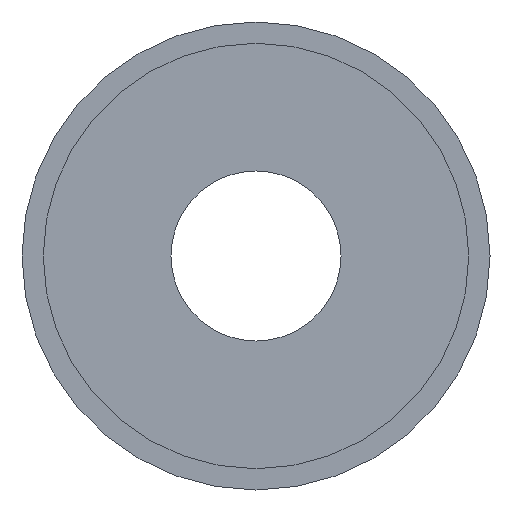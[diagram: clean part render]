
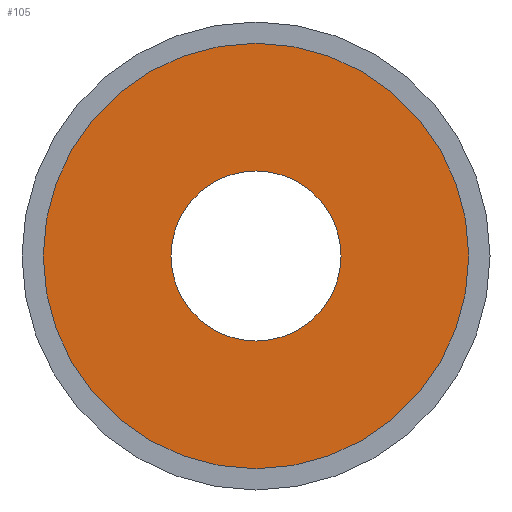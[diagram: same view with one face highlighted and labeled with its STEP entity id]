
A CAD part, left-side view. The second image highlights one B-rep face of the part: STEP entity #105.
In plain terms, the highlighted planar face has unit normal (-1, 0, 0).
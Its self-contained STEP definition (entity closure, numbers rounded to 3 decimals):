
#5 = CIRCLE ( 'NONE', #278, 50. ) ;
#14 = VERTEX_POINT ( 'NONE', #314 ) ;
#18 = DIRECTION ( 'NONE',  ( -1., 0., 0. ) ) ;
#27 = DIRECTION ( 'NONE',  ( 0., 0., 1. ) ) ;
#50 = CARTESIAN_POINT ( 'NONE',  ( 38., 0., 0. ) ) ;
#56 = AXIS2_PLACEMENT_3D ( 'NONE', #103, #287, #27 ) ;
#59 = CIRCLE ( 'NONE', #181, 50. ) ;
#64 = EDGE_LOOP ( 'NONE', ( #87, #238 ) ) ;
#71 = CARTESIAN_POINT ( 'NONE',  ( 38., 0., 0. ) ) ;
#87 = ORIENTED_EDGE ( 'NONE', *, *, #328, .T. ) ;
#97 = FACE_OUTER_BOUND ( 'NONE', #64, .T. ) ;
#98 = AXIS2_PLACEMENT_3D ( 'NONE', #371, #338, #167 ) ;
#100 = EDGE_CURVE ( 'NONE', #168, #212, #376, .T. ) ;
#103 = CARTESIAN_POINT ( 'NONE',  ( 38., 0., 0. ) ) ;
#105 = ADVANCED_FACE ( 'NONE', ( #344, #97 ), #192, .T. ) ;
#130 = CARTESIAN_POINT ( 'NONE',  ( 38., 0., 0. ) ) ;
#151 = EDGE_CURVE ( 'NONE', #212, #168, #213, .T. ) ;
#159 = DIRECTION ( 'NONE',  ( 0., 0., 1. ) ) ;
#166 = DIRECTION ( 'NONE',  ( 0., 0., 1. ) ) ;
#167 = DIRECTION ( 'NONE',  ( 0., 0., 1. ) ) ;
#168 = VERTEX_POINT ( 'NONE', #219 ) ;
#181 = AXIS2_PLACEMENT_3D ( 'NONE', #130, #315, #159 ) ;
#192 = PLANE ( 'NONE',  #266 ) ;
#212 = VERTEX_POINT ( 'NONE', #361 ) ;
#213 = CIRCLE ( 'NONE', #98, 20. ) ;
#214 = EDGE_CURVE ( 'NONE', #220, #14, #59, .T. ) ;
#219 = CARTESIAN_POINT ( 'NONE',  ( 38., 0., -20. ) ) ;
#220 = VERTEX_POINT ( 'NONE', #367 ) ;
#238 = ORIENTED_EDGE ( 'NONE', *, *, #214, .T. ) ;
#249 = DIRECTION ( 'NONE',  ( -1., 0., 0. ) ) ;
#266 = AXIS2_PLACEMENT_3D ( 'NONE', #50, #18, #307 ) ;
#278 = AXIS2_PLACEMENT_3D ( 'NONE', #71, #249, #166 ) ;
#287 = DIRECTION ( 'NONE',  ( -1., 0., 0. ) ) ;
#297 = EDGE_LOOP ( 'NONE', ( #360, #303 ) ) ;
#303 = ORIENTED_EDGE ( 'NONE', *, *, #151, .F. ) ;
#307 = DIRECTION ( 'NONE',  ( 0., 0., 1. ) ) ;
#314 = CARTESIAN_POINT ( 'NONE',  ( 38., 0., 50. ) ) ;
#315 = DIRECTION ( 'NONE',  ( -1., 0., 0. ) ) ;
#328 = EDGE_CURVE ( 'NONE', #14, #220, #5, .T. ) ;
#338 = DIRECTION ( 'NONE',  ( -1., 0., 0. ) ) ;
#344 = FACE_BOUND ( 'NONE', #297, .T. ) ;
#360 = ORIENTED_EDGE ( 'NONE', *, *, #100, .F. ) ;
#361 = CARTESIAN_POINT ( 'NONE',  ( 38., 0., 20. ) ) ;
#367 = CARTESIAN_POINT ( 'NONE',  ( 38., 0., -50. ) ) ;
#371 = CARTESIAN_POINT ( 'NONE',  ( 38., 0., 0. ) ) ;
#376 = CIRCLE ( 'NONE', #56, 20. ) ;
